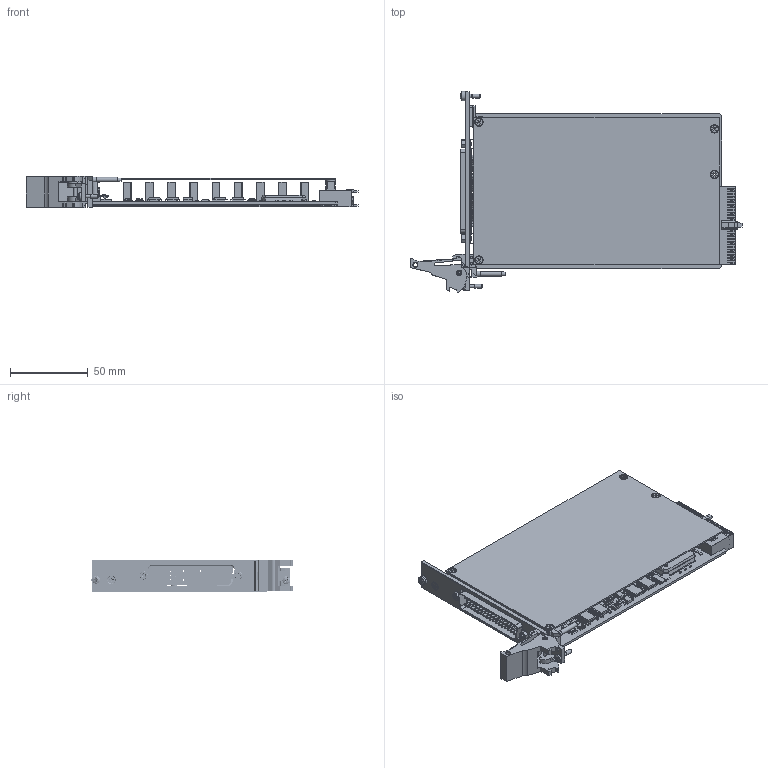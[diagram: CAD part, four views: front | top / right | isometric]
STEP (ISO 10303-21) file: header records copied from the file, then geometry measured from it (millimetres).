
FILE_DESCRIPTION (( 'STEP AP214' ), '1' );
FILE_NAME ('40-330-001 PXI 24 x SPST High Voltage Power Relay Assem.STEP', '2013-08-23T10:59:08', ( 'admin' ), ( '' ), 'SwSTEP 2.0', 'SolidWorks 2012', '' );
FILE_SCHEMA (( 'AUTOMOTIVE_DESIGN' ));
Length unit declared in the file: millimetre
Products named in the file (1): 40-330-001 PXI 24 x SPST High Voltage Power Relay Assem
Bounding box: 214.01 x 129.67 x 20 mm (x, y, z)
Surface area: 109862.2 mm2 (no closed solid volume)
Topology: 0 solids, 472 shells, 2578 faces, 11493 edges, 9114 vertices
Faces by surface type: plane 2004, cylinder 521, cone 34, torus 11, sphere 6, bspline 2
Full cylindrical faces by diameter (mm): 0.313 x1, 0.6 x110, 1.48 x50, 1.5 x23, 2 x8, 2.05 x2, 2.497 x1, 2.5 x3, 2.7 x1, 2.8 x1, 3 x3, 4.5 x1, 4.7 x9, 5 x3, 5.3 x1, 5.5 x2, 5.7 x1, 6 x5, 6.8 x3
Entity records: 150149 total; most frequent: CARTESIAN_POINT 31344, DIRECTION 18111, ORIENTED_EDGE 14598, EDGE_CURVE 11100, VERTEX_POINT 8984, VECTOR 7961, LINE 7961, AXIS2_PLACEMENT_3D 5075
